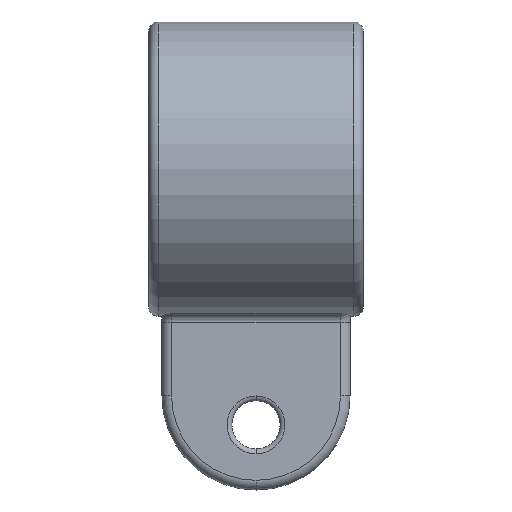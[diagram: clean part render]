
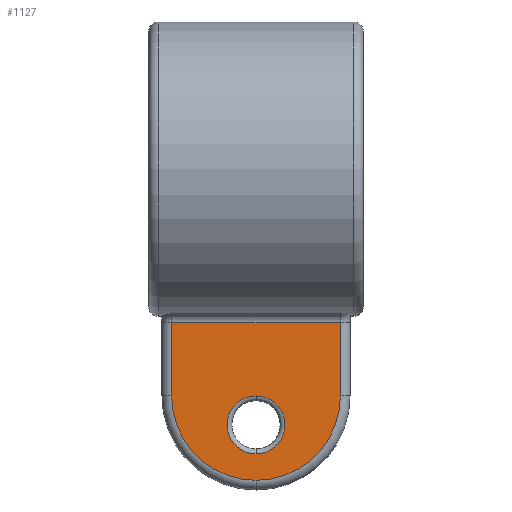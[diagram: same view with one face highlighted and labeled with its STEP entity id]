
A CAD part, left-side view. The second image highlights one B-rep face of the part: STEP entity #1127.
In plain terms, the highlighted planar face has unit normal (-1, 0, 0).
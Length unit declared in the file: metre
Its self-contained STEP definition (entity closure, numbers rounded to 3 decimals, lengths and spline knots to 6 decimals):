
#43 = CARTESIAN_POINT ( 'NONE',  ( -0.0045, 0., -0.047 ) ) ;
#134 = CARTESIAN_POINT ( 'NONE',  ( -0.0045, 0., -0.053 ) ) ;
#138 = DIRECTION ( 'NONE',  ( -1., 0., 0. ) ) ;
#177 = DIRECTION ( 'NONE',  ( 0., 0., -1. ) ) ;
#212 = ORIENTED_EDGE ( 'NONE', *, *, #1461, .T. ) ;
#215 = CARTESIAN_POINT ( 'NONE',  ( -0.0045, 0.0175, -0.047 ) ) ;
#233 = CARTESIAN_POINT ( 'NONE',  ( -0.0045, 0.0175, -0.031843 ) ) ;
#256 = DIRECTION ( 'NONE',  ( 0., 0., -1. ) ) ;
#277 = VECTOR ( 'NONE', #2611, 1. ) ;
#354 = CARTESIAN_POINT ( 'NONE',  ( -0.0045, 0.0195, -0.031843 ) ) ;
#392 = AXIS2_PLACEMENT_3D ( 'NONE', #43, #1636, #256 ) ;
#400 = EDGE_LOOP ( 'NONE', ( #2925, #842, #212, #2153, #2578 ) ) ;
#446 = CIRCLE ( 'NONE', #392, 0.0175 ) ;
#490 = CARTESIAN_POINT ( 'NONE',  ( -0.0045, 0., -0.053 ) ) ;
#514 = CARTESIAN_POINT ( 'NONE',  ( -0.0045, 0.0175, -0.047 ) ) ;
#530 = LINE ( 'NONE', #215, #2522 ) ;
#787 = CARTESIAN_POINT ( 'NONE',  ( -0.0045, 0., -0.0645 ) ) ;
#842 = ORIENTED_EDGE ( 'NONE', *, *, #2648, .T. ) ;
#870 = PLANE ( 'NONE',  #3472 ) ;
#970 = CIRCLE ( 'NONE', #1446, 0.0175 ) ;
#1089 = FACE_BOUND ( 'NONE', #2910, .T. ) ;
#1127 = ADVANCED_FACE ( 'NONE', ( #1089, #2259 ), #870, .F. ) ;
#1237 = DIRECTION ( 'NONE',  ( 0., 0., -1. ) ) ;
#1446 = AXIS2_PLACEMENT_3D ( 'NONE', #1766, #138, #2346 ) ;
#1461 = EDGE_CURVE ( 'NONE', #2173, #2122, #970, .T. ) ;
#1486 = VERTEX_POINT ( 'NONE', #1499 ) ;
#1499 = CARTESIAN_POINT ( 'NONE',  ( -0.0045, 0., -0.047 ) ) ;
#1503 = EDGE_CURVE ( 'NONE', #2105, #3374, #1551, .T. ) ;
#1551 = LINE ( 'NONE', #3235, #1682 ) ;
#1636 = DIRECTION ( 'NONE',  ( -1., 0., 0. ) ) ;
#1652 = DIRECTION ( 'NONE',  ( 0., 0., -1. ) ) ;
#1682 = VECTOR ( 'NONE', #2361, 1. ) ;
#1728 = DIRECTION ( 'NONE',  ( 1., 0., 0. ) ) ;
#1755 = LINE ( 'NONE', #354, #277 ) ;
#1766 = CARTESIAN_POINT ( 'NONE',  ( -0.0045, 0., -0.047 ) ) ;
#1940 = DIRECTION ( 'NONE',  ( 1., 0., 0. ) ) ;
#1957 = DIRECTION ( 'NONE',  ( 0., 1., 0. ) ) ;
#2105 = VERTEX_POINT ( 'NONE', #2553 ) ;
#2122 = VERTEX_POINT ( 'NONE', #787 ) ;
#2150 = CARTESIAN_POINT ( 'NONE',  ( -0.0045, 0., -0.059 ) ) ;
#2153 = ORIENTED_EDGE ( 'NONE', *, *, #2162, .T. ) ;
#2162 = EDGE_CURVE ( 'NONE', #2122, #2105, #446, .T. ) ;
#2173 = VERTEX_POINT ( 'NONE', #514 ) ;
#2213 = ORIENTED_EDGE ( 'NONE', *, *, #2807, .T. ) ;
#2246 = EDGE_CURVE ( 'NONE', #3374, #2539, #1755, .T. ) ;
#2259 = FACE_OUTER_BOUND ( 'NONE', #400, .T. ) ;
#2268 = CARTESIAN_POINT ( 'NONE',  ( -0.0045, -0.0175, -0.031843 ) ) ;
#2346 = DIRECTION ( 'NONE',  ( 0., 0., -1. ) ) ;
#2361 = DIRECTION ( 'NONE',  ( 0., 0., 1. ) ) ;
#2378 = DIRECTION ( 'NONE',  ( 1., 0., 0. ) ) ;
#2398 = AXIS2_PLACEMENT_3D ( 'NONE', #490, #2378, #177 ) ;
#2436 = EDGE_CURVE ( 'NONE', #1486, #3032, #2756, .T. ) ;
#2522 = VECTOR ( 'NONE', #1652, 1. ) ;
#2539 = VERTEX_POINT ( 'NONE', #233 ) ;
#2553 = CARTESIAN_POINT ( 'NONE',  ( -0.0045, -0.0175, -0.047 ) ) ;
#2578 = ORIENTED_EDGE ( 'NONE', *, *, #1503, .T. ) ;
#2611 = DIRECTION ( 'NONE',  ( 0., 1., 0. ) ) ;
#2627 = AXIS2_PLACEMENT_3D ( 'NONE', #134, #1728, #1237 ) ;
#2648 = EDGE_CURVE ( 'NONE', #2539, #2173, #530, .T. ) ;
#2756 = CIRCLE ( 'NONE', #2398, 0.006 ) ;
#2807 = EDGE_CURVE ( 'NONE', #3032, #1486, #3271, .T. ) ;
#2910 = EDGE_LOOP ( 'NONE', ( #2213, #3098 ) ) ;
#2925 = ORIENTED_EDGE ( 'NONE', *, *, #2246, .T. ) ;
#3032 = VERTEX_POINT ( 'NONE', #2150 ) ;
#3098 = ORIENTED_EDGE ( 'NONE', *, *, #2436, .T. ) ;
#3235 = CARTESIAN_POINT ( 'NONE',  ( -0.0045, -0.0175, -0.047 ) ) ;
#3271 = CIRCLE ( 'NONE', #2627, 0.006 ) ;
#3374 = VERTEX_POINT ( 'NONE', #2268 ) ;
#3472 = AXIS2_PLACEMENT_3D ( 'NONE', #3617, #1940, #1957 ) ;
#3617 = CARTESIAN_POINT ( 'NONE',  ( -0.0045, 0., -0.047 ) ) ;
